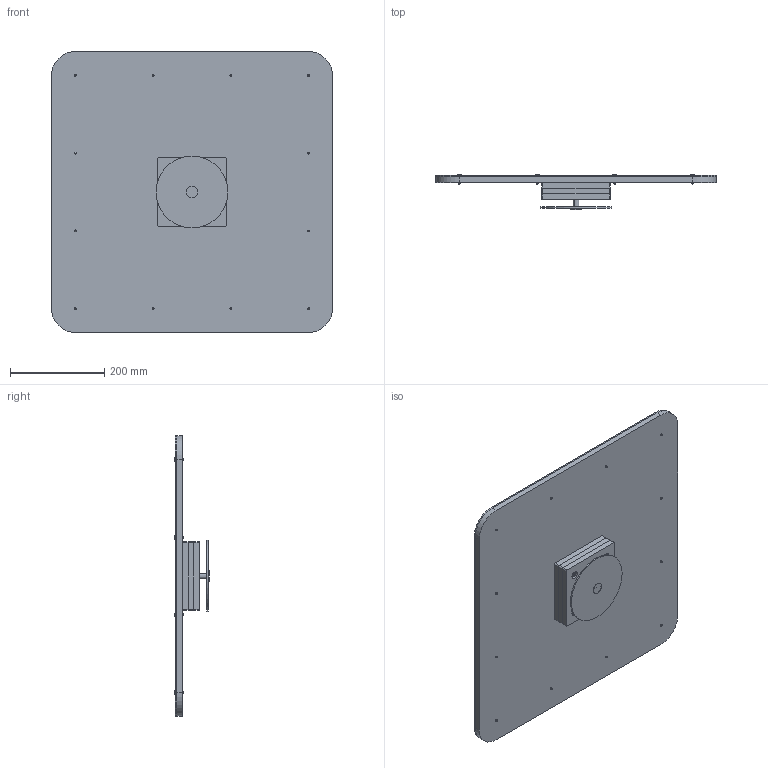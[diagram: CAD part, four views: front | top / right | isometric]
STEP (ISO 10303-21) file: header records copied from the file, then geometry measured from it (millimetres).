
FILE_DESCRIPTION (( 'STEP AP214' ), '1' );
FILE_NAME ('am-3736B am-3736R Balancing Stone.STEP', '2017-09-08T00:57:39', ( '' ), ( '' ), 'SwSTEP 2.0', 'SolidWorks 2017', '' );
FILE_SCHEMA (( 'AUTOMOTIVE_DESIGN' ));
Length unit declared in the file: inch
Products named in the file (47): 125 rivet; 10-32 nylock thin nut - Mcm 90633A009; 10-32 nylock thin nut - Mcm 90633A009_90633A009; Pylon Upper; Pylon Lower; FHCS 10-32x2.000; Top main - PVC Foam 12mm; Top Skin - Euroboard 12; Wobble Plate Under Tile Assembly; 91090A108_ZINC-PLATED STEEL OVERSIZED FLAT WASHER_91090A108; Center Pivot Plate; Elevator screw sheild; 91090A108_ZINC-PLATED STEEL OVERSIZED FLAT WASHER; 14-20 Nylock Nut_97135A210; 14-20 x 2250 ELEVATOR BOLT_92670A751; 14-20 Nylock Nut; am-3736B am-3736R Balancing Stone; 14-20 x 2250 ELEVATOR BOLT; Wobble Plate C1d 12-12; FHCS 10-32x2.000_SCHCSCREW 0.19-32x1x1-HX-C
Assembly tree (34 placements, depth 3):
  125 rivet
  10-32 nylock thin nut - Mcm 90633A009
  10-32 nylock thin nut - Mcm 90633A009
  10-32 nylock thin nut - Mcm 90633A009
  10-32 nylock thin nut - Mcm 90633A009
Bounding box: 596.9 x 73.91 x 596.9 mm (x, y, z)
Volume: 6074935.3 mm3; surface area: 1652681.3 mm2
Topology: 36 solids, 36 shells, 1034 faces, 2485 edges, 1526 vertices
Faces by surface type: cylinder 504, cone 245, plane 203, torus 32, bspline 26, sphere 24
Entity records: 25209 total; most frequent: CARTESIAN_POINT 10511, ORIENTED_EDGE 2978, DIRECTION 2724, EDGE_CURVE 1489, AXIS2_PLACEMENT_3D 1101, VERTEX_POINT 944, EDGE_LOOP 707, FACE_OUTER_BOUND 589
